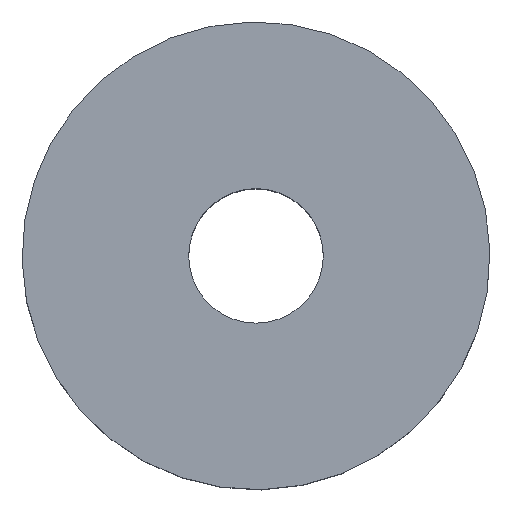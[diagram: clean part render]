
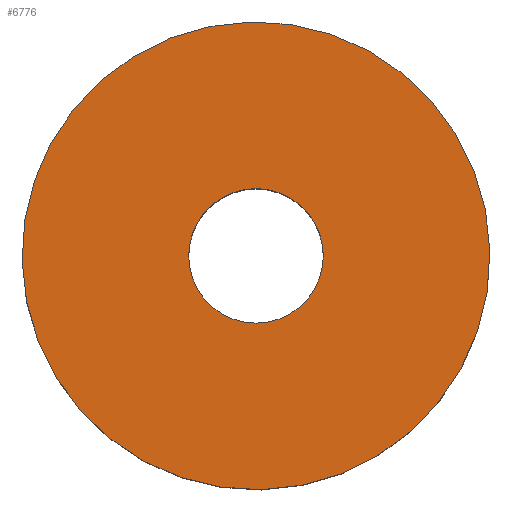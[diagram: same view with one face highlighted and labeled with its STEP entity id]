
A CAD part, top view. The second image highlights one B-rep face of the part: STEP entity #6776.
In plain terms, the highlighted planar face has unit normal (0, 0, 1).
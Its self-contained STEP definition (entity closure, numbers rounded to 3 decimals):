
#6337=CARTESIAN_POINT('',(0.,0.,23.79));
#6338=DIRECTION('',(0.,0.,1.));
#6339=DIRECTION('',(0.479,0.878,0.));
#6340=AXIS2_PLACEMENT_3D('',#6337,#6338,#6339);
#6345=CARTESIAN_POINT('',(0.,0.,23.79));
#6346=DIRECTION('',(0.,0.,1.));
#6347=DIRECTION('',(-0.479,-0.878,0.));
#6348=AXIS2_PLACEMENT_3D('',#6345,#6346,#6347);
#6353=CARTESIAN_POINT('',(0.,0.,23.79));
#6354=DIRECTION('',(0.,0.,-1.));
#6355=DIRECTION('',(0.,1.,0.));
#6356=AXIS2_PLACEMENT_3D('',#6353,#6354,#6355);
#6361=CARTESIAN_POINT('',(0.,0.,23.79));
#6362=DIRECTION('',(0.,0.,-1.));
#6363=DIRECTION('',(0.,-1.,0.));
#6364=AXIS2_PLACEMENT_3D('',#6361,#6362,#6363);
#6380=CARTESIAN_POINT('',(0.,-4.89,23.79));
#6381=VERTEX_POINT('',#6380);
#6382=CARTESIAN_POINT('',(0.,4.89,23.79));
#6383=VERTEX_POINT('',#6382);
#6390=CARTESIAN_POINT('',(8.15,14.919,23.79));
#6391=CARTESIAN_POINT('',(-8.15,-14.919,23.79));
#6392=VERTEX_POINT('',#6390);
#6393=VERTEX_POINT('',#6391);
#6762=CARTESIAN_POINT('',(0.,0.,23.79));
#6763=DIRECTION('',(0.,0.,-1.));
#6764=DIRECTION('',(0.,1.,0.));
#6765=AXIS2_PLACEMENT_3D('',#6762,#6763,#6764);
#6766=PLANE('',#6765);
#6767=ORIENTED_EDGE('',*,*,#6727,.F.);
#6768=ORIENTED_EDGE('',*,*,#6748,.F.);
#6769=EDGE_LOOP('',(#6767,#6768));
#6770=FACE_OUTER_BOUND('',#6769,.F.);
#6771=ORIENTED_EDGE('',*,*,#6427,.F.);
#6773=ORIENTED_EDGE('',*,*,#6772,.F.);
#6774=EDGE_LOOP('',(#6771,#6773));
#6775=FACE_BOUND('',#6774,.F.);
#6776=ADVANCED_FACE('',(#6770,#6775),#6766,.F.);
#6341=CIRCLE('',#6340,17.);
#6349=CIRCLE('',#6348,17.);
#6357=CIRCLE('',#6356,4.89);
#6365=CIRCLE('',#6364,4.89);
#6427=EDGE_CURVE('',#6383,#6381,#6357,.T.);
#6727=EDGE_CURVE('',#6392,#6393,#6341,.T.);
#6748=EDGE_CURVE('',#6393,#6392,#6349,.T.);
#6772=EDGE_CURVE('',#6381,#6383,#6365,.T.);
